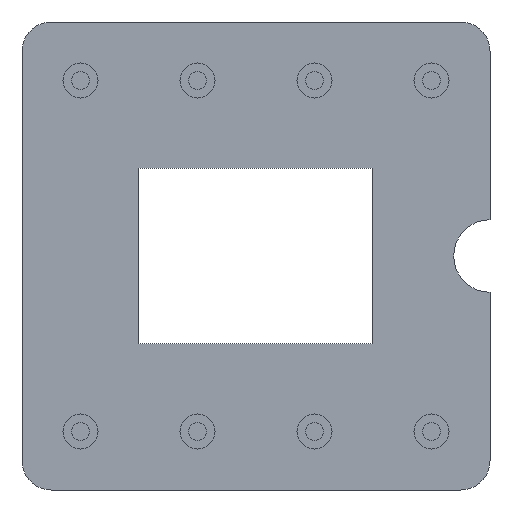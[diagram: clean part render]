
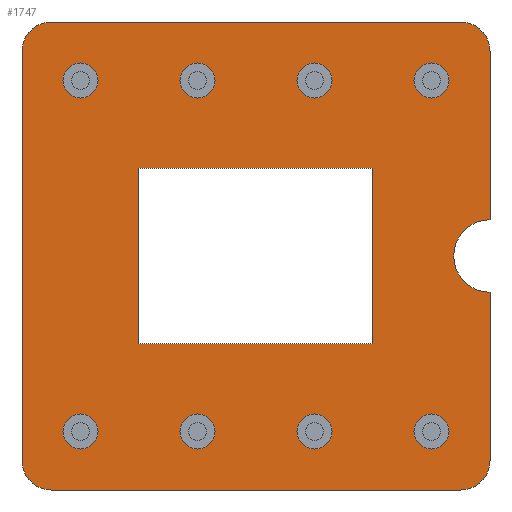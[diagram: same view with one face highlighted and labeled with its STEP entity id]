
A CAD part, front view. The second image highlights one B-rep face of the part: STEP entity #1747.
In plain terms, the highlighted planar face has unit normal (0, -1, 0).
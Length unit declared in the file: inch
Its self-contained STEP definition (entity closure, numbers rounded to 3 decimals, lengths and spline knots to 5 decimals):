
#31=CIRCLE('',#1862,0.025);
#33=CIRCLE('',#1866,0.025);
#35=CIRCLE('',#1870,0.031);
#37=CIRCLE('',#1874,0.025);
#38=CIRCLE('',#1880,0.014);
#40=CIRCLE('',#1883,0.014);
#42=CIRCLE('',#1886,0.014);
#44=CIRCLE('',#1889,0.014);
#46=CIRCLE('',#1892,0.014);
#48=CIRCLE('',#1895,0.014);
#50=CIRCLE('',#1899,0.014);
#52=CIRCLE('',#1902,0.014);
#55=CIRCLE('',#1906,0.025);
#240=ORIENTED_EDGE('',*,*,#646,.T.);
#241=ORIENTED_EDGE('',*,*,#644,.T.);
#242=ORIENTED_EDGE('',*,*,#622,.T.);
#243=ORIENTED_EDGE('',*,*,#643,.T.);
#244=ORIENTED_EDGE('',*,*,#628,.T.);
#245=ORIENTED_EDGE('',*,*,#625,.T.);
#246=ORIENTED_EDGE('',*,*,#640,.T.);
#247=ORIENTED_EDGE('',*,*,#638,.T.);
#248=ORIENTED_EDGE('',*,*,#636,.T.);
#249=ORIENTED_EDGE('',*,*,#634,.T.);
#250=ORIENTED_EDGE('',*,*,#632,.T.);
#251=ORIENTED_EDGE('',*,*,#630,.T.);
#252=ORIENTED_EDGE('',*,*,#594,.F.);
#253=ORIENTED_EDGE('',*,*,#649,.F.);
#254=ORIENTED_EDGE('',*,*,#618,.F.);
#255=ORIENTED_EDGE('',*,*,#615,.F.);
#256=ORIENTED_EDGE('',*,*,#612,.F.);
#257=ORIENTED_EDGE('',*,*,#609,.T.);
#258=ORIENTED_EDGE('',*,*,#606,.F.);
#259=ORIENTED_EDGE('',*,*,#603,.F.);
#260=ORIENTED_EDGE('',*,*,#600,.F.);
#261=ORIENTED_EDGE('',*,*,#597,.F.);
#594=EDGE_CURVE('',#806,#807,#974,.T.);
#597=EDGE_CURVE('',#807,#809,#31,.T.);
#600=EDGE_CURVE('',#809,#811,#978,.T.);
#603=EDGE_CURVE('',#811,#813,#33,.T.);
#606=EDGE_CURVE('',#813,#815,#982,.T.);
#609=EDGE_CURVE('',#817,#815,#35,.T.);
#612=EDGE_CURVE('',#817,#819,#986,.T.);
#615=EDGE_CURVE('',#819,#821,#37,.T.);
#618=EDGE_CURVE('',#821,#823,#990,.T.);
#622=EDGE_CURVE('',#827,#826,#994,.T.);
#625=EDGE_CURVE('',#829,#827,#997,.T.);
#628=EDGE_CURVE('',#831,#829,#1000,.T.);
#630=EDGE_CURVE('',#832,#832,#38,.T.);
#632=EDGE_CURVE('',#834,#834,#40,.T.);
#634=EDGE_CURVE('',#836,#836,#42,.T.);
#636=EDGE_CURVE('',#838,#838,#44,.T.);
#638=EDGE_CURVE('',#840,#840,#46,.T.);
#640=EDGE_CURVE('',#842,#842,#48,.T.);
#643=EDGE_CURVE('',#826,#831,#1003,.T.);
#644=EDGE_CURVE('',#844,#844,#50,.T.);
#646=EDGE_CURVE('',#846,#846,#52,.T.);
#649=EDGE_CURVE('',#823,#806,#55,.T.);
#806=VERTEX_POINT('',#2638);
#807=VERTEX_POINT('',#2640);
#809=VERTEX_POINT('',#2646);
#811=VERTEX_POINT('',#2652);
#813=VERTEX_POINT('',#2658);
#815=VERTEX_POINT('',#2664);
#817=VERTEX_POINT('',#2670);
#819=VERTEX_POINT('',#2676);
#821=VERTEX_POINT('',#2682);
#823=VERTEX_POINT('',#2688);
#826=VERTEX_POINT('',#2695);
#827=VERTEX_POINT('',#2697);
#829=VERTEX_POINT('',#2703);
#831=VERTEX_POINT('',#2709);
#832=VERTEX_POINT('',#2713);
#834=VERTEX_POINT('',#2718);
#836=VERTEX_POINT('',#2723);
#838=VERTEX_POINT('',#2728);
#840=VERTEX_POINT('',#2733);
#842=VERTEX_POINT('',#2738);
#844=VERTEX_POINT('',#2746);
#846=VERTEX_POINT('',#2751);
#974=LINE('',#2639,#1094);
#978=LINE('',#2651,#1098);
#982=LINE('',#2663,#1102);
#986=LINE('',#2675,#1106);
#990=LINE('',#2687,#1110);
#994=LINE('',#2696,#1114);
#997=LINE('',#2702,#1117);
#1000=LINE('',#2708,#1120);
#1003=LINE('',#2743,#1123);
#1094=VECTOR('',#2082,39.37008);
#1098=VECTOR('',#2094,39.37008);
#1102=VECTOR('',#2106,39.37008);
#1106=VECTOR('',#2118,39.37008);
#1110=VECTOR('',#2130,39.37008);
#1114=VECTOR('',#2136,39.37008);
#1117=VECTOR('',#2141,39.37008);
#1120=VECTOR('',#2146,39.37008);
#1123=VECTOR('',#2187,39.37008);
#1242=EDGE_LOOP('',(#240));
#1243=EDGE_LOOP('',(#241));
#1244=EDGE_LOOP('',(#242,#243,#244,#245));
#1245=EDGE_LOOP('',(#246));
#1246=EDGE_LOOP('',(#247));
#1247=EDGE_LOOP('',(#248));
#1248=EDGE_LOOP('',(#249));
#1249=EDGE_LOOP('',(#250));
#1250=EDGE_LOOP('',(#251));
#1251=EDGE_LOOP('',(#252,#253,#254,#255,#256,#257,#258,#259,#260,#261));
#1460=FACE_BOUND('',#1242,.T.);
#1461=FACE_BOUND('',#1243,.T.);
#1462=FACE_BOUND('',#1244,.T.);
#1463=FACE_BOUND('',#1245,.T.);
#1464=FACE_BOUND('',#1246,.T.);
#1465=FACE_BOUND('',#1247,.T.);
#1466=FACE_BOUND('',#1248,.T.);
#1467=FACE_BOUND('',#1249,.T.);
#1468=FACE_BOUND('',#1250,.T.);
#1469=FACE_BOUND('',#1251,.T.);
#1657=PLANE('',#1907);
#1747=ADVANCED_FACE('',(#1460,#1461,#1462,#1463,#1464,#1465,#1466,#1467,
#1468,#1469),#1657,.F.);
#1862=AXIS2_PLACEMENT_3D('',#2645,#2088,#2089);
#1866=AXIS2_PLACEMENT_3D('',#2657,#2100,#2101);
#1870=AXIS2_PLACEMENT_3D('',#2669,#2112,#2113);
#1874=AXIS2_PLACEMENT_3D('',#2681,#2124,#2125);
#1880=AXIS2_PLACEMENT_3D('',#2712,#2150,#2151);
#1883=AXIS2_PLACEMENT_3D('',#2717,#2156,#2157);
#1886=AXIS2_PLACEMENT_3D('',#2722,#2162,#2163);
#1889=AXIS2_PLACEMENT_3D('',#2727,#2168,#2169);
#1892=AXIS2_PLACEMENT_3D('',#2732,#2174,#2175);
#1895=AXIS2_PLACEMENT_3D('',#2737,#2180,#2181);
#1899=AXIS2_PLACEMENT_3D('',#2745,#2190,#2191);
#1902=AXIS2_PLACEMENT_3D('',#2750,#2196,#2197);
#1906=AXIS2_PLACEMENT_3D('',#2756,#2204,#2205);
#1907=AXIS2_PLACEMENT_3D('',#2757,#2206,#2207);
#2082=DIRECTION('',(0.,0.,1.));
#2088=DIRECTION('',(0.,1.,0.));
#2089=DIRECTION('',(1.,0.,0.));
#2094=DIRECTION('',(1.,0.,0.));
#2100=DIRECTION('',(0.,1.,0.));
#2101=DIRECTION('',(1.,0.,0.));
#2106=DIRECTION('',(0.,0.,-1.));
#2112=DIRECTION('',(0.,1.,0.));
#2113=DIRECTION('',(1.,0.,0.));
#2118=DIRECTION('',(0.,0.,-1.));
#2124=DIRECTION('',(0.,1.,0.));
#2125=DIRECTION('',(1.,0.,0.));
#2130=DIRECTION('',(-1.,0.,0.));
#2136=DIRECTION('',(-1.,0.,0.));
#2141=DIRECTION('',(0.,0.,-1.));
#2146=DIRECTION('',(1.,0.,0.));
#2150=DIRECTION('',(0.,1.,0.));
#2151=DIRECTION('',(1.,0.,0.));
#2156=DIRECTION('',(0.,1.,0.));
#2157=DIRECTION('',(1.,0.,0.));
#2162=DIRECTION('',(0.,1.,0.));
#2163=DIRECTION('',(1.,0.,0.));
#2168=DIRECTION('',(0.,1.,0.));
#2169=DIRECTION('',(1.,0.,0.));
#2174=DIRECTION('',(0.,1.,0.));
#2175=DIRECTION('',(1.,0.,0.));
#2180=DIRECTION('',(0.,1.,0.));
#2181=DIRECTION('',(1.,0.,0.));
#2187=DIRECTION('',(0.,0.,1.));
#2190=DIRECTION('',(0.,1.,0.));
#2191=DIRECTION('',(1.,0.,0.));
#2196=DIRECTION('',(0.,1.,0.));
#2197=DIRECTION('',(1.,0.,0.));
#2204=DIRECTION('',(0.,1.,0.));
#2205=DIRECTION('',(1.,0.,0.));
#2206=DIRECTION('',(0.,1.,0.));
#2207=DIRECTION('',(0.,0.,1.));
#2638=CARTESIAN_POINT('',(-0.2,0.,-0.175));
#2639=CARTESIAN_POINT('',(-0.2,0.,-0.175));
#2640=CARTESIAN_POINT('',(-0.2,0.,0.175));
#2645=CARTESIAN_POINT('',(-0.175,0.,0.175));
#2646=CARTESIAN_POINT('',(-0.175,0.,0.2));
#2651=CARTESIAN_POINT('',(-0.175,0.,0.2));
#2652=CARTESIAN_POINT('',(0.175,0.,0.2));
#2657=CARTESIAN_POINT('',(0.175,0.,0.175));
#2658=CARTESIAN_POINT('',(0.2,0.,0.175));
#2663=CARTESIAN_POINT('',(0.2,0.,0.175));
#2664=CARTESIAN_POINT('',(0.2,0.,0.031));
#2669=CARTESIAN_POINT('',(0.2,0.,0.));
#2670=CARTESIAN_POINT('',(0.2,0.,-0.031));
#2675=CARTESIAN_POINT('',(0.2,0.,-0.031));
#2676=CARTESIAN_POINT('',(0.2,0.,-0.175));
#2681=CARTESIAN_POINT('',(0.175,0.,-0.175));
#2682=CARTESIAN_POINT('',(0.175,0.,-0.2));
#2687=CARTESIAN_POINT('',(0.175,0.,-0.2));
#2688=CARTESIAN_POINT('',(-0.175,0.,-0.2));
#2695=CARTESIAN_POINT('',(-0.1,0.,-0.075));
#2696=CARTESIAN_POINT('',(0.1,0.,-0.075));
#2697=CARTESIAN_POINT('',(0.1,0.,-0.075));
#2702=CARTESIAN_POINT('',(0.1,0.,0.075));
#2703=CARTESIAN_POINT('',(0.1,0.,0.075));
#2708=CARTESIAN_POINT('',(-0.1,0.,0.075));
#2709=CARTESIAN_POINT('',(-0.1,0.,0.075));
#2712=CARTESIAN_POINT('',(0.15,0.,0.15));
#2713=CARTESIAN_POINT('',(0.164,0.,0.15));
#2717=CARTESIAN_POINT('',(0.15,0.,-0.15));
#2718=CARTESIAN_POINT('',(0.164,0.,-0.15));
#2722=CARTESIAN_POINT('',(0.05,0.,0.15));
#2723=CARTESIAN_POINT('',(0.064,0.,0.15));
#2727=CARTESIAN_POINT('',(0.05,0.,-0.15));
#2728=CARTESIAN_POINT('',(0.064,0.,-0.15));
#2732=CARTESIAN_POINT('',(-0.05,0.,0.15));
#2733=CARTESIAN_POINT('',(-0.036,0.,0.15));
#2737=CARTESIAN_POINT('',(-0.05,0.,-0.15));
#2738=CARTESIAN_POINT('',(-0.036,0.,-0.15));
#2743=CARTESIAN_POINT('',(-0.1,0.,-0.075));
#2745=CARTESIAN_POINT('',(-0.15,0.,0.15));
#2746=CARTESIAN_POINT('',(-0.136,0.,0.15));
#2750=CARTESIAN_POINT('',(-0.15,0.,-0.15));
#2751=CARTESIAN_POINT('',(-0.136,0.,-0.15));
#2756=CARTESIAN_POINT('',(-0.175,0.,-0.175));
#2757=CARTESIAN_POINT('',(-0.175,0.,0.175));
